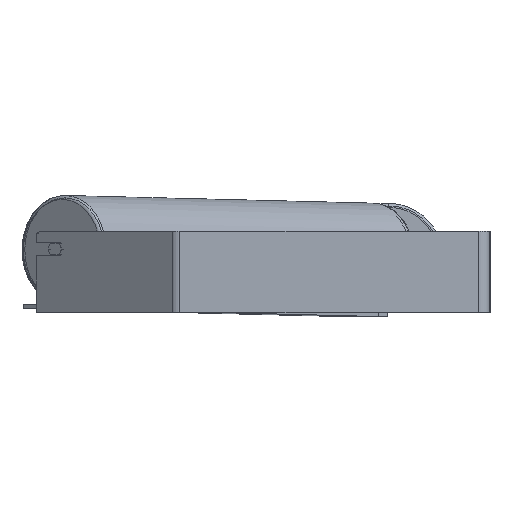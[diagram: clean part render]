
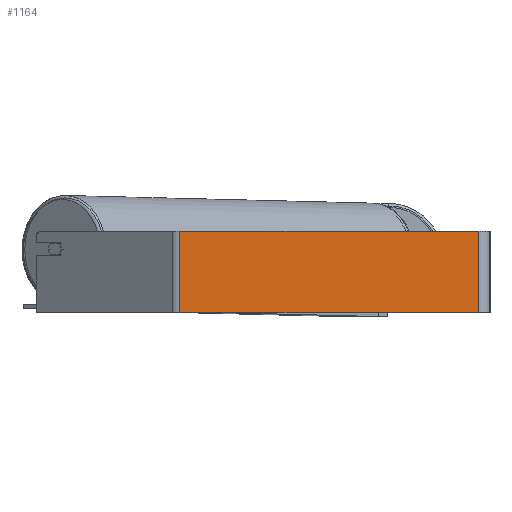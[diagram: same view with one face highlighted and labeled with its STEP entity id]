
A CAD part, left-side view. The second image highlights one B-rep face of the part: STEP entity #1164.
In plain terms, the highlighted planar face has unit normal (-1, 0, 0).
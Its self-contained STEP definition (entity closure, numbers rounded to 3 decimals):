
#410 = LINE ( 'NONE', #7666, #3682 ) ;
#808 = ORIENTED_EDGE ( 'NONE', *, *, #2564, .F. ) ;
#910 = CARTESIAN_POINT ( 'NONE',  ( -945., 387.685, -50. ) ) ;
#1130 = VECTOR ( 'NONE', #6655, 1000. ) ;
#1164 = ADVANCED_FACE ( 'NONE', ( #7801 ), #4300, .F. ) ;
#1294 = DIRECTION ( 'NONE',  ( 1., 0., 0. ) ) ;
#2484 = VECTOR ( 'NONE', #8246, 1000. ) ;
#2564 = EDGE_CURVE ( 'NONE', #9110, #5331, #410, .T. ) ;
#2742 = AXIS2_PLACEMENT_3D ( 'NONE', #5762, #1294, #8656 ) ;
#3508 = LINE ( 'NONE', #7096, #4503 ) ;
#3577 = CARTESIAN_POINT ( 'NONE',  ( -945., 382.589, -50. ) ) ;
#3603 = DIRECTION ( 'NONE',  ( 0., 0., -1. ) ) ;
#3627 = ORIENTED_EDGE ( 'NONE', *, *, #6537, .T. ) ;
#3671 = ORIENTED_EDGE ( 'NONE', *, *, #3731, .F. ) ;
#3682 = VECTOR ( 'NONE', #8338, 1000. ) ;
#3731 = EDGE_CURVE ( 'NONE', #5331, #5290, #5493, .T. ) ;
#4300 = PLANE ( 'NONE',  #2742 ) ;
#4503 = VECTOR ( 'NONE', #3603, 1000. ) ;
#4642 = VERTEX_POINT ( 'NONE', #3577 ) ;
#4781 = ORIENTED_EDGE ( 'NONE', *, *, #7581, .T. ) ;
#4782 = CARTESIAN_POINT ( 'NONE',  ( -945., 382.589, 50. ) ) ;
#4969 = CARTESIAN_POINT ( 'NONE',  ( -945., 14., -50. ) ) ;
#5290 = VERTEX_POINT ( 'NONE', #4969 ) ;
#5331 = VERTEX_POINT ( 'NONE', #9309 ) ;
#5336 = LINE ( 'NONE', #910, #1130 ) ;
#5493 = LINE ( 'NONE', #6772, #2484 ) ;
#5762 = CARTESIAN_POINT ( 'NONE',  ( -945., 387.685, 50. ) ) ;
#6192 = EDGE_LOOP ( 'NONE', ( #3627, #3671, #808, #4781 ) ) ;
#6537 = EDGE_CURVE ( 'NONE', #4642, #5290, #5336, .T. ) ;
#6655 = DIRECTION ( 'NONE',  ( 0., -1., 0. ) ) ;
#6772 = CARTESIAN_POINT ( 'NONE',  ( -945., 14., 50. ) ) ;
#7096 = CARTESIAN_POINT ( 'NONE',  ( -945., 382.589, 50. ) ) ;
#7581 = EDGE_CURVE ( 'NONE', #9110, #4642, #3508, .T. ) ;
#7666 = CARTESIAN_POINT ( 'NONE',  ( -945., 387.685, 50. ) ) ;
#7801 = FACE_OUTER_BOUND ( 'NONE', #6192, .T. ) ;
#8246 = DIRECTION ( 'NONE',  ( 0., 0., -1. ) ) ;
#8338 = DIRECTION ( 'NONE',  ( 0., -1., 0. ) ) ;
#8656 = DIRECTION ( 'NONE',  ( 0., 0., -1. ) ) ;
#9110 = VERTEX_POINT ( 'NONE', #4782 ) ;
#9309 = CARTESIAN_POINT ( 'NONE',  ( -945., 14., 50. ) ) ;
